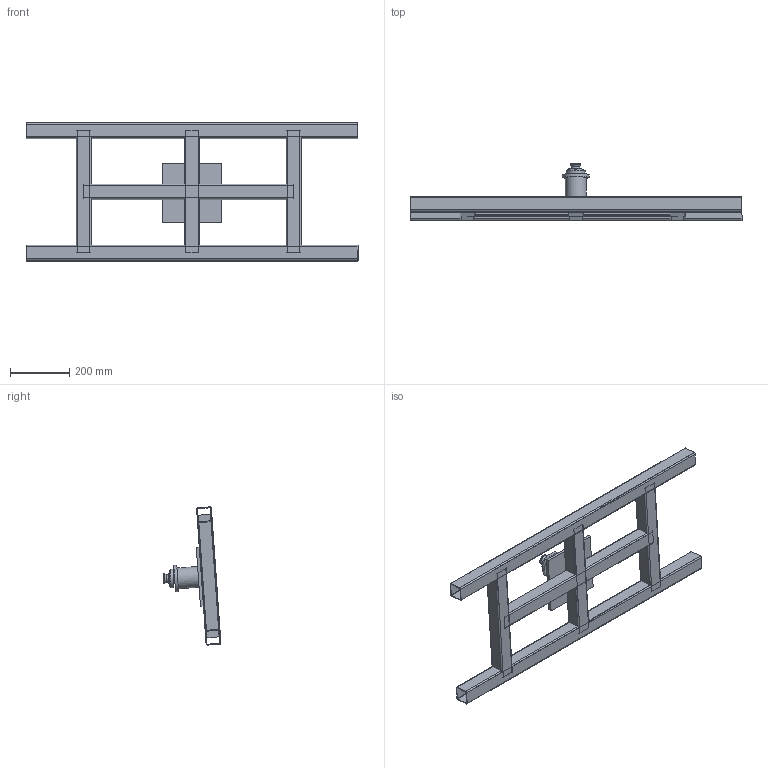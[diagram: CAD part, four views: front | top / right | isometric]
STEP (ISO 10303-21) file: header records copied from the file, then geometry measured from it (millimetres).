
FILE_DESCRIPTION(/* description */ (''),/* implementation_level */ '2;1');
FILE_NAME(/* name */ 'Frame.stp',/* time_stamp */ '2021-06-16T19:44:18-05:00',/* author */ ('angel'),/* organization */ (''),/* preprocessor_version */ 'ST-DEVELOPER v18.1',/* originating_system */ 'Autodesk Inventor 2021',/* authorisation */ '');
FILE_SCHEMA (('AUTOMOTIVE_DESIGN { 1 0 10303 214 3 1 1 }'));
Length unit declared in the file: millimetre
Products named in the file (13): Ensamblaje1; Frame 1623885739264; Skeleton 1623885739274; ISO 12633-2 - 50x50x3 - 1116,7; ISO 12633-2 - 50x50x3 - 413,07; ISO 12633-2 - 50x50x3 - 706,49; ISO 12633-2 - 50x50x3 - 1116,7_1; ISO 12633-2 - 50x50x3 - 413,07_1; ISO 12633-2 - 50x50x3 - 413,07_2; Pieza8; Pieza9; Pieza10; IRB4400_L10-253_IRC5_rev03_LINK06_CAD
Assembly tree (12 placements, depth 3):
  Ensamblaje1
    Frame 1623885739264
      Skeleton 1623885739274
      ISO 12633-2 - 50x50x3 - 1116,7
      ISO 12633-2 - 50x50x3 - 413,07
      ISO 12633-2 - 50x50x3 - 706,49
      ISO 12633-2 - 50x50x3 - 1116,7_1
      ISO 12633-2 - 50x50x3 - 413,07_1
      ISO 12633-2 - 50x50x3 - 413,07_2
    Pieza8
    Pieza9
    Pieza10
    IRB4400_L10-253_IRC5_rev03_LINK06_CAD
Bounding box: 1116.7 x 194.34 x 464.8 mm (x, y, z)
Volume: 3112825.4 mm3; surface area: 1676155.5 mm2
Topology: 10 solids, 10 shells, 141 faces, 392 edges, 267 vertices
Faces by surface type: plane 75, cylinder 62, cone 3, torus 1
Full cylindrical faces by diameter (mm): 5 x6, 6 x1, 8 x1, 8.1 x1, 31.5 x1, 35 x1, 63 x1, 70 x1, 90 x1
Entity records: 5434 total; most frequent: CARTESIAN_POINT 1157, DIRECTION 847, ORIENTED_EDGE 784, EDGE_CURVE 392, AXIS2_PLACEMENT_3D 313, VERTEX_POINT 267, LINE 221, VECTOR 221
